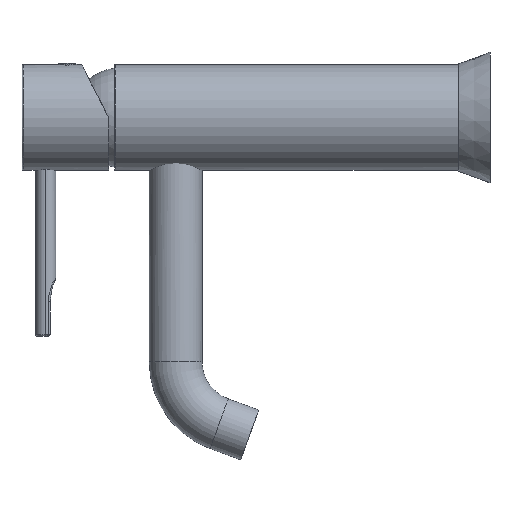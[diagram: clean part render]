
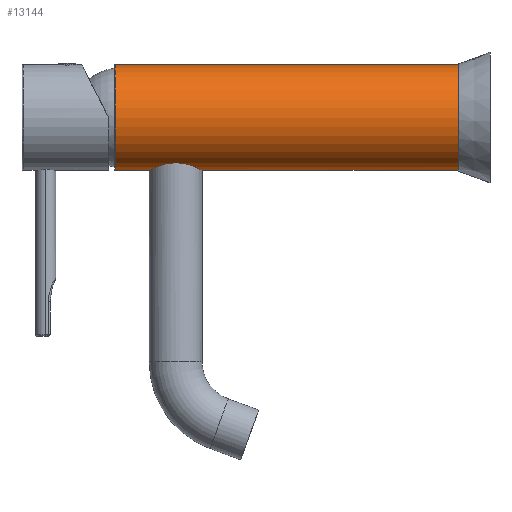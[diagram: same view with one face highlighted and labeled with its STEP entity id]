
A CAD part, left-side view. The second image highlights one B-rep face of the part: STEP entity #13144.
In plain terms, the highlighted cylindrical face has radius 20 mm (diameter 40 mm), a partial arc.
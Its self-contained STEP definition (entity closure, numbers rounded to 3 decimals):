
#264 = CARTESIAN_POINT ( 'NONE',  ( -2.461, 102.651, -19.85 ) ) ;
#319 = EDGE_CURVE ( 'NONE', #12422, #7104, #14208, .T. ) ;
#476 = CARTESIAN_POINT ( 'NONE',  ( -4.648, 105.316, -19.453 ) ) ;
#674 = CARTESIAN_POINT ( 'NONE',  ( 0., 39.852, 0. ) ) ;
#700 = CARTESIAN_POINT ( 'NONE',  ( -4.9, 106.9, -19.39 ) ) ;
#736 = CARTESIAN_POINT ( 'NONE',  ( -0.646, 111.768, -19.992 ) ) ;
#786 = VECTOR ( 'NONE', #4988, 1000. ) ;
#793 = B_SPLINE_CURVE_WITH_KNOTS ( 'NONE', 3,
 ( #9589, #1393, #1469, #5980, #14047, #12990, #264, #13059, #6060, #4927, #9521, #8383, #2742, #476, #5065, #8528, #12141, #700 ),
 .UNSPECIFIED., .F., .F.,
 ( 4, 2, 2, 2, 2, 2, 2, 2, 4 ),
 ( 0.023, 0.024, 0.024, 0.025, 0.026, 0.027, 0.028, 0.029, 0.03 ),
 .UNSPECIFIED. ) ;
#984 = DIRECTION ( 'NONE',  ( 0., 1., 0. ) ) ;
#1226 = AXIS2_PLACEMENT_3D ( 'NONE', #8008, #7111, #11466 ) ;
#1393 = CARTESIAN_POINT ( 'NONE',  ( -0.322, 102., -20. ) ) ;
#1438 = CIRCLE ( 'NONE', #11267, 20. ) ;
#1469 = CARTESIAN_POINT ( 'NONE',  ( -0.647, 102.032, -19.992 ) ) ;
#1500 = CARTESIAN_POINT ( 'NONE',  ( 0., 129.8, 20. ) ) ;
#1564 = CARTESIAN_POINT ( 'NONE',  ( 0., 0., 0. ) ) ;
#2139 = EDGE_CURVE ( 'NONE', #9653, #4650, #7105, .T. ) ;
#2224 = CARTESIAN_POINT ( 'NONE',  ( -3.894, 109.891, -19.618 ) ) ;
#2408 = B_SPLINE_CURVE_WITH_KNOTS ( 'NONE', 3,
 ( #12639, #10212, #4492, #3423, #7046, #10499, #11321, #2224, #2819, #11857, #13214, #11699, #4565, #14728, #13097, #736, #5101, #11956 ),
 .UNSPECIFIED., .F., .F.,
 ( 4, 2, 2, 2, 2, 2, 2, 2, 4 ),
 ( 0.03, 0.031, 0.032, 0.033, 0.034, 0.035, 0.036, 0.037, 0.038 ),
 .UNSPECIFIED. ) ;
#2716 = LINE ( 'NONE', #2860, #10382 ) ;
#2742 = CARTESIAN_POINT ( 'NONE',  ( -4.403, 104.726, -19.51 ) ) ;
#2819 = CARTESIAN_POINT ( 'NONE',  ( -3.691, 110.139, -19.658 ) ) ;
#2860 = CARTESIAN_POINT ( 'NONE',  ( 0., 39.852, 20. ) ) ;
#3019 = DIRECTION ( 'NONE',  ( 0., 0., 1. ) ) ;
#3055 = CARTESIAN_POINT ( 'NONE',  ( 0., 129.8, -20. ) ) ;
#3423 = CARTESIAN_POINT ( 'NONE',  ( -4.742, 108.177, -19.43 ) ) ;
#4492 = CARTESIAN_POINT ( 'NONE',  ( -4.868, 107.548, -19.399 ) ) ;
#4565 = CARTESIAN_POINT ( 'NONE',  ( -2.174, 111.303, -19.884 ) ) ;
#4616 = EDGE_CURVE ( 'NONE', #12171, #10796, #2408, .T. ) ;
#4650 = VERTEX_POINT ( 'NONE', #6457 ) ;
#4814 = EDGE_CURVE ( 'NONE', #4650, #12171, #793, .T. ) ;
#4872 = DIRECTION ( 'NONE',  ( 0., 0., 1. ) ) ;
#4927 = CARTESIAN_POINT ( 'NONE',  ( -3.692, 103.663, -19.658 ) ) ;
#4988 = DIRECTION ( 'NONE',  ( 0., 1., 0. ) ) ;
#5065 = CARTESIAN_POINT ( 'NONE',  ( -4.741, 105.621, -19.43 ) ) ;
#5101 = CARTESIAN_POINT ( 'NONE',  ( -0.321, 111.8, -20. ) ) ;
#5270 = DIRECTION ( 'NONE',  ( 0., 1., 0. ) ) ;
#5466 = CARTESIAN_POINT ( 'NONE',  ( 0., 0., -20. ) ) ;
#5899 = VERTEX_POINT ( 'NONE', #9316 ) ;
#5980 = CARTESIAN_POINT ( 'NONE',  ( -1.275, 102.158, -19.962 ) ) ;
#6008 = ORIENTED_EDGE ( 'NONE', *, *, #9042, .F. ) ;
#6060 = CARTESIAN_POINT ( 'NONE',  ( -3.24, 103.211, -19.737 ) ) ;
#6401 = FACE_OUTER_BOUND ( 'NONE', #8614, .T. ) ;
#6457 = CARTESIAN_POINT ( 'NONE',  ( 0., 102., -20. ) ) ;
#6949 = ORIENTED_EDGE ( 'NONE', *, *, #11846, .T. ) ;
#7046 = CARTESIAN_POINT ( 'NONE',  ( -4.649, 108.483, -19.453 ) ) ;
#7104 = VERTEX_POINT ( 'NONE', #3055 ) ;
#7105 = LINE ( 'NONE', #7330, #786 ) ;
#7111 = DIRECTION ( 'NONE',  ( 0., -1., 0. ) ) ;
#7330 = CARTESIAN_POINT ( 'NONE',  ( 0., 39.852, -20. ) ) ;
#7376 = DIRECTION ( 'NONE',  ( 0., 1., 0. ) ) ;
#7538 = AXIS2_PLACEMENT_3D ( 'NONE', #674, #5270, #3019 ) ;
#7939 = ORIENTED_EDGE ( 'NONE', *, *, #9791, .T. ) ;
#8008 = CARTESIAN_POINT ( 'NONE',  ( 0., 129.8, 0. ) ) ;
#8255 = DIRECTION ( 'NONE',  ( 0., 1., 0. ) ) ;
#8383 = CARTESIAN_POINT ( 'NONE',  ( -4.249, 104.439, -19.544 ) ) ;
#8528 = CARTESIAN_POINT ( 'NONE',  ( -4.868, 106.255, -19.399 ) ) ;
#8614 = EDGE_LOOP ( 'NONE', ( #10118, #7939, #6949, #13577, #6008, #12220, #12936 ) ) ;
#9042 = EDGE_CURVE ( 'NONE', #10796, #7104, #12423, .T. ) ;
#9316 = CARTESIAN_POINT ( 'NONE',  ( 0., 0., 20. ) ) ;
#9521 = CARTESIAN_POINT ( 'NONE',  ( -3.894, 103.909, -19.618 ) ) ;
#9589 = CARTESIAN_POINT ( 'NONE',  ( 0., 102., -20. ) ) ;
#9653 = VERTEX_POINT ( 'NONE', #5466 ) ;
#9791 = EDGE_CURVE ( 'NONE', #9653, #5899, #1438, .T. ) ;
#10042 = VECTOR ( 'NONE', #984, 1000. ) ;
#10118 = ORIENTED_EDGE ( 'NONE', *, *, #2139, .F. ) ;
#10212 = CARTESIAN_POINT ( 'NONE',  ( -4.9, 107.222, -19.39 ) ) ;
#10382 = VECTOR ( 'NONE', #7376, 1000. ) ;
#10499 = CARTESIAN_POINT ( 'NONE',  ( -4.402, 109.077, -19.51 ) ) ;
#10796 = VERTEX_POINT ( 'NONE', #12418 ) ;
#10978 = CYLINDRICAL_SURFACE ( 'NONE', #7538, 20. ) ;
#11267 = AXIS2_PLACEMENT_3D ( 'NONE', #1564, #8255, #4872 ) ;
#11288 = CARTESIAN_POINT ( 'NONE',  ( 0., 39.852, -20. ) ) ;
#11321 = CARTESIAN_POINT ( 'NONE',  ( -4.249, 109.362, -19.544 ) ) ;
#11466 = DIRECTION ( 'NONE',  ( 0., 0., 1. ) ) ;
#11699 = CARTESIAN_POINT ( 'NONE',  ( -2.461, 111.149, -19.85 ) ) ;
#11846 = EDGE_CURVE ( 'NONE', #5899, #12422, #2716, .T. ) ;
#11857 = CARTESIAN_POINT ( 'NONE',  ( -3.236, 110.593, -19.738 ) ) ;
#11956 = CARTESIAN_POINT ( 'NONE',  ( 0., 111.8, -20. ) ) ;
#12141 = CARTESIAN_POINT ( 'NONE',  ( -4.9, 106.578, -19.39 ) ) ;
#12171 = VERTEX_POINT ( 'NONE', #13924 ) ;
#12220 = ORIENTED_EDGE ( 'NONE', *, *, #4616, .F. ) ;
#12418 = CARTESIAN_POINT ( 'NONE',  ( 0., 111.8, -20. ) ) ;
#12422 = VERTEX_POINT ( 'NONE', #1500 ) ;
#12423 = LINE ( 'NONE', #11288, #10042 ) ;
#12639 = CARTESIAN_POINT ( 'NONE',  ( -4.9, 106.9, -19.39 ) ) ;
#12936 = ORIENTED_EDGE ( 'NONE', *, *, #4814, .F. ) ;
#12990 = CARTESIAN_POINT ( 'NONE',  ( -2.179, 102.499, -19.883 ) ) ;
#13059 = CARTESIAN_POINT ( 'NONE',  ( -2.99, 103.005, -19.777 ) ) ;
#13097 = CARTESIAN_POINT ( 'NONE',  ( -1.276, 111.642, -19.962 ) ) ;
#13144 = ADVANCED_FACE ( 'NONE', ( #6401 ), #10978, .T. ) ;
#13214 = CARTESIAN_POINT ( 'NONE',  ( -2.99, 110.795, -19.777 ) ) ;
#13577 = ORIENTED_EDGE ( 'NONE', *, *, #319, .T. ) ;
#13924 = CARTESIAN_POINT ( 'NONE',  ( -4.9, 106.9, -19.39 ) ) ;
#14047 = CARTESIAN_POINT ( 'NONE',  ( -1.582, 102.251, -19.94 ) ) ;
#14208 = CIRCLE ( 'NONE', #1226, 20. ) ;
#14728 = CARTESIAN_POINT ( 'NONE',  ( -1.582, 111.549, -19.94 ) ) ;
